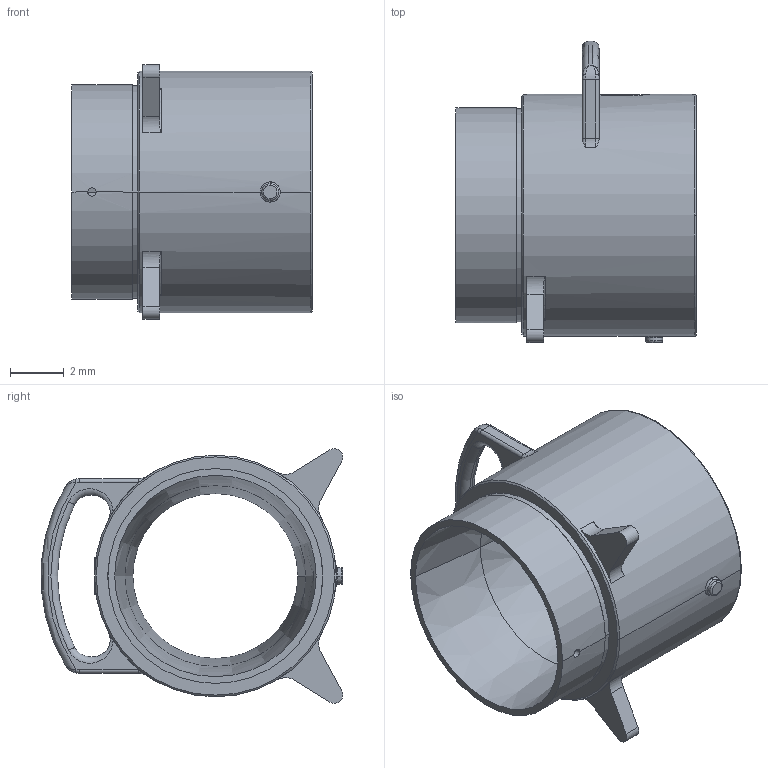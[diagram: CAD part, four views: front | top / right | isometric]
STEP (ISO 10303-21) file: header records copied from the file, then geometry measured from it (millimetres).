
FILE_DESCRIPTION((''),'2;1');
FILE_NAME('120028-3D.stp','2009-10-08T16:35:24',(''),(''),'Mechanical Desktop 2010','Mechanical Desktop 2010',', , ');
FILE_SCHEMA(('CONFIG_CONTROL_DESIGN'));
Length unit declared in the file: millimetre
Products named in the file (1): Product
Bounding box: 8.95 x 11.22 x 9.48 mm (x, y, z)
Volume: 214.5 mm3; surface area: 806.3 mm2
Topology: 2 solids, 2 shells, 119 faces, 316 edges, 194 vertices
Faces by surface type: cylinder 37, plane 24, torus 22, cone 19, bspline 17
Entity records: 4893 total; most frequent: CARTESIAN_POINT 1893, DIRECTION 624, ORIENTED_EDGE 616, EDGE_CURVE 308, AXIS2_PLACEMENT_3D 264, VERTEX_POINT 194, CIRCLE 161, EDGE_LOOP 130
